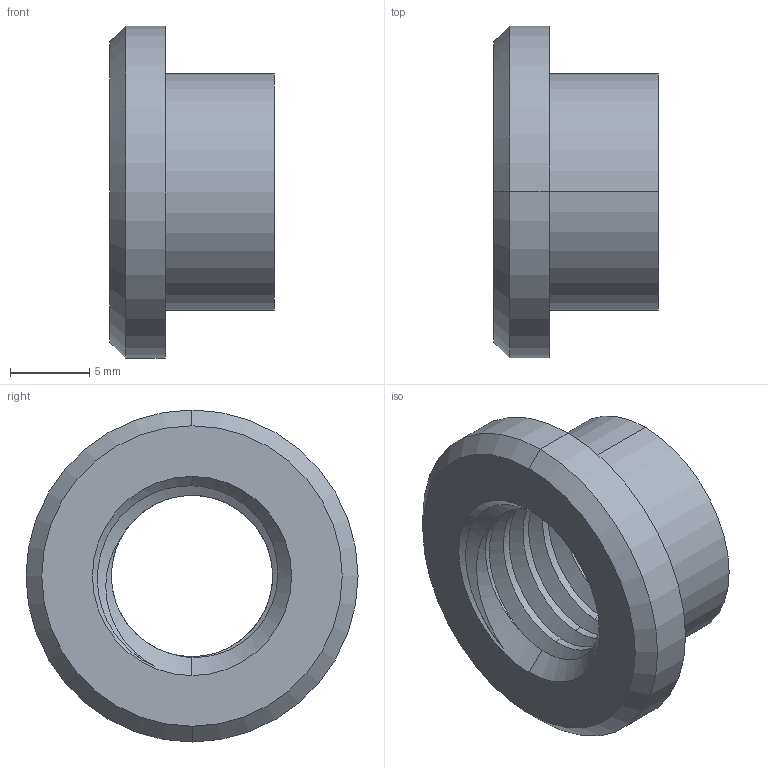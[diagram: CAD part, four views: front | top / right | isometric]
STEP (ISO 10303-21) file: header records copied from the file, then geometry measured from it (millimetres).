
FILE_DESCRIPTION (( 'STEP AP214' ), '1' );
FILE_NAME ('ecrou.STEP', '2021-10-11T22:47:01', ( '' ), ( '' ), 'SwSTEP 2.0', 'SolidWorks 2019', '' );
FILE_SCHEMA (( 'AUTOMOTIVE_DESIGN' ));
Length unit declared in the file: millimetre
Products named in the file (1): ecrou
Bounding box: 10.4 x 21 x 21 mm (x, y, z)
Volume: 1382.4 mm3; surface area: 1580.1 mm2
Topology: 1 solids, 1 shells, 26 faces, 67 edges, 44 vertices
Faces by surface type: cylinder 14, cone 6, plane 4, bspline 2
Entity records: 1687 total; most frequent: CARTESIAN_POINT 1089, ORIENTED_EDGE 134, DIRECTION 101, EDGE_CURVE 67, VERTEX_POINT 44, AXIS2_PLACEMENT_3D 41, EDGE_LOOP 29, ADVANCED_FACE 26
